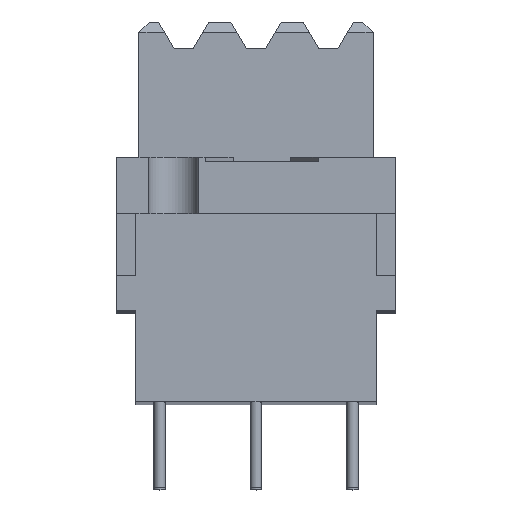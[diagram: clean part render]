
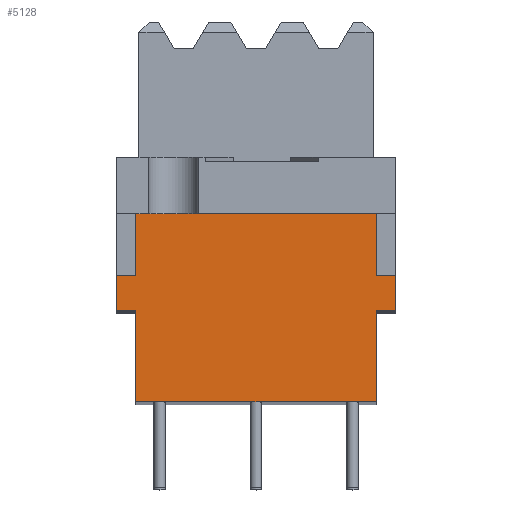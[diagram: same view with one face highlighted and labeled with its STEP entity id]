
A CAD part, top view. The second image highlights one B-rep face of the part: STEP entity #5128.
In plain terms, the highlighted free-form (B-spline) face has degree [1, 1] with [2, 2] control points.
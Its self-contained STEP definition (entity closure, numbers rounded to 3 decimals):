
#975=CARTESIAN_POINT('V189',(-1.175,4.8,
   86.5));
#976=VERTEX_POINT('V189',#975);
#982=CARTESIAN_POINT('V190',(-1.175,6.65,
   86.5));
#983=VERTEX_POINT('V190',#982);
#984=CARTESIAN_POINT('E281',(-1.175,6.65,
   86.5));
#985=CARTESIAN_POINT('E281',(-1.175,4.8,
   86.5));
#986=QUASI_UNIFORM_CURVE('E281',1,(#984,#985),.POLYLINE_FORM.,.F.,
   .U.);
#987=EDGE_CURVE('E281',#983,#976,#986,.T.);
#4067=CARTESIAN_POINT('V275',(12.5,4.8,
   86.5));
#4068=VERTEX_POINT('V275',#4067);
#4081=CARTESIAN_POINT('V231',(13.525,4.8,
   86.5));
#4082=VERTEX_POINT('V231',#4081);
#4088=CARTESIAN_POINT('E396',(12.5,4.8,
   86.5));
#4089=CARTESIAN_POINT('E396',(13.525,4.8,
   86.5));
#4090=B_SPLINE_CURVE_WITH_KNOTS('E396',1,(#4088,#4089),
   .POLYLINE_FORM.,.F.,.U.,(2,2),(0.0,0.554),
   .UNSPECIFIED.);
#4091=EDGE_CURVE('E396',#4068,#4082,#4090,.T.);
#4131=CARTESIAN_POINT('V276',(12.5,0.,
   86.5));
#4132=VERTEX_POINT('V276',#4131);
#4133=CARTESIAN_POINT('E369',(12.5,4.8,
   86.5));
#4134=CARTESIAN_POINT('E369',(12.5,0.,
   86.5));
#4135=B_SPLINE_CURVE_WITH_KNOTS('E369',1,(#4133,#4134),
   .POLYLINE_FORM.,.F.,.U.,(2,2),(0.515,1.0),
   .UNSPECIFIED.);
#4136=EDGE_CURVE('E369',#4068,#4132,#4135,.T.);
#4219=CARTESIAN_POINT('V230',(13.525,6.65,
   86.5));
#4220=VERTEX_POINT('V230',#4219);
#4226=CARTESIAN_POINT('E322',(13.525,4.8,
   86.5));
#4227=CARTESIAN_POINT('E322',(13.525,6.65,
   86.5));
#4228=QUASI_UNIFORM_CURVE('E322',1,(#4226,#4227),.POLYLINE_FORM.,.F.,
   .U.);
#4229=EDGE_CURVE('E322',#4082,#4220,#4228,.T.);
#4241=CARTESIAN_POINT('V289',(12.5,6.65,
   86.5));
#4242=VERTEX_POINT('V289',#4241);
#4250=CARTESIAN_POINT('E399',(13.525,6.65,
   86.5));
#4251=CARTESIAN_POINT('E399',(12.5,6.65,
   86.5));
#4252=B_SPLINE_CURVE_WITH_KNOTS('E399',1,(#4250,#4251),
   .POLYLINE_FORM.,.F.,.U.,(2,2),(7.013,
   7.538),.UNSPECIFIED.);
#4253=EDGE_CURVE('E399',#4220,#4242,#4252,.T.);
#4277=CARTESIAN_POINT('V292',(12.5,9.9,
   86.5));
#4278=VERTEX_POINT('V292',#4277);
#4284=CARTESIAN_POINT('E386',(12.5,9.9,
   86.5));
#4285=CARTESIAN_POINT('E386',(12.5,6.65,
   86.5));
#4286=B_SPLINE_CURVE_WITH_KNOTS('E386',1,(#4284,#4285),
   .POLYLINE_FORM.,.F.,.U.,(2,2),(0.0,0.328),
   .UNSPECIFIED.);
#4287=EDGE_CURVE('E386',#4278,#4242,#4286,.T.);
#4304=CARTESIAN_POINT('V77',(12.35,9.9,
   86.5));
#4305=VERTEX_POINT('V77',#4304);
#4311=CARTESIAN_POINT('E447',(12.35,9.9,
   86.5));
#4312=CARTESIAN_POINT('E447',(12.5,9.9,
   86.5));
#4313=B_SPLINE_CURVE_WITH_KNOTS('E447',1,(#4311,#4312),
   .POLYLINE_FORM.,.F.,.U.,(2,2),(53.917,
   54.417),.UNSPECIFIED.);
#4314=EDGE_CURVE('E447',#4305,#4278,#4313,.T.);
#4938=CARTESIAN_POINT('V76',(0.,9.9,
   86.5));
#4939=VERTEX_POINT('V76',#4938);
#4945=CARTESIAN_POINT('E100',(0.0,9.9,
   86.5));
#4946=CARTESIAN_POINT('E100',(12.35,9.9,
   86.5));
#4947=B_SPLINE_CURVE_WITH_KNOTS('E100',1,(#4945,#4946),
   .POLYLINE_FORM.,.F.,.U.,(2,2),(12.75,
   53.917),.UNSPECIFIED.);
#4948=EDGE_CURVE('E100',#4939,#4305,#4947,.T.);
#5037=CARTESIAN_POINT('V267',(-0.15,9.9,
   86.5));
#5038=VERTEX_POINT('V267',#5037);
#5044=CARTESIAN_POINT('E448',(-0.15,9.9,
   86.5));
#5045=CARTESIAN_POINT('E448',(0.,9.9,
   86.5));
#5046=B_SPLINE_CURVE_WITH_KNOTS('E448',1,(#5044,#5045),
   .POLYLINE_FORM.,.F.,.U.,(2,2),(12.25,
   12.75),.UNSPECIFIED.);
#5047=EDGE_CURVE('E448',#5038,#4939,#5046,.T.);
#5058=CARTESIAN_POINT('V266',(-0.15,6.65,
   86.5));
#5059=VERTEX_POINT('V266',#5058);
#5065=CARTESIAN_POINT('E360',(-0.15,6.65,
   86.5));
#5066=CARTESIAN_POINT('E360',(-0.15,9.9,
   86.5));
#5067=B_SPLINE_CURVE_WITH_KNOTS('E360',1,(#5065,#5066),
   .POLYLINE_FORM.,.F.,.U.,(2,2),(0.672,1.0),
   .UNSPECIFIED.);
#5068=EDGE_CURVE('E360',#5059,#5038,#5067,.T.);
#5083=CARTESIAN_POINT('E398',(-0.15,6.65,
   86.5));
#5084=CARTESIAN_POINT('E398',(-1.175,6.65,
   86.5));
#5085=B_SPLINE_CURVE_WITH_KNOTS('E398',1,(#5083,#5084),
   .POLYLINE_FORM.,.F.,.U.,(2,2),(0.0,0.526),
   .UNSPECIFIED.);
#5086=EDGE_CURVE('E398',#5059,#983,#5085,.T.);
#5091=CARTESIAN_POINT('F149',(-3.925,10.,
   86.5));
#5092=CARTESIAN_POINT('F149',(-3.925,-0.1,
   86.5));
#5093=CARTESIAN_POINT('F149',(16.275,10.,
   86.5));
#5094=CARTESIAN_POINT('F149',(16.275,-0.1,
   86.5));
#5095=B_SPLINE_SURFACE_WITH_KNOTS('F149',1,1,((#5091,#5093),(
   #5092,#5094)),.PLANE_SURF.,.F.,.F.,.U.,(2,2),(2,2),(0.0,1.0),(
   0.0,2.),.UNSPECIFIED.);
#5096=ORIENTED_EDGE('F114',*,*,#5086,.T.);
#5097=ORIENTED_EDGE('E281',*,*,#987,.T.);
#5098=CARTESIAN_POINT('V264',(-0.15,4.8,
   86.5));
#5099=VERTEX_POINT('V264',#5098);
#5100=CARTESIAN_POINT('E395',(-1.175,4.8,
   86.5));
#5101=CARTESIAN_POINT('E395',(-0.15,4.8,
   86.5));
#5102=B_SPLINE_CURVE_WITH_KNOTS('E395',1,(#5100,#5101),
   .POLYLINE_FORM.,.F.,.U.,(2,2),(7.392,
   7.946),.UNSPECIFIED.);
#5103=EDGE_CURVE('E395',#976,#5099,#5102,.T.);
#5104=ORIENTED_EDGE('E395',*,*,#5103,.T.);
#5105=CARTESIAN_POINT('V263',(-0.15,0.,
   86.5));
#5106=VERTEX_POINT('V263',#5105);
#5107=CARTESIAN_POINT('E357',(-0.15,0.,
   86.5));
#5108=CARTESIAN_POINT('E357',(-0.15,4.8,
   86.5));
#5109=B_SPLINE_CURVE_WITH_KNOTS('E357',1,(#5107,#5108),
   .POLYLINE_FORM.,.F.,.U.,(2,2),(0.0,0.485),
   .UNSPECIFIED.);
#5110=EDGE_CURVE('E357',#5106,#5099,#5109,.T.);
#5111=ORIENTED_EDGE('E357',*,*,#5110,.F.);
#5112=CARTESIAN_POINT('E446',(12.5,0.,
   86.5));
#5113=CARTESIAN_POINT('E446',(-0.15,0.,
   86.5));
#5114=B_SPLINE_CURVE_WITH_KNOTS('E446',1,(#5112,#5113),
   .POLYLINE_FORM.,.F.,.U.,(2,2),(0.371,
   1.649),.UNSPECIFIED.);
#5115=EDGE_CURVE('E446',#4132,#5106,#5114,.T.);
#5116=ORIENTED_EDGE('E446',*,*,#5115,.F.);
#5117=ORIENTED_EDGE('E369',*,*,#4136,.F.);
#5118=ORIENTED_EDGE('F113',*,*,#4091,.T.);
#5119=ORIENTED_EDGE('E322',*,*,#4229,.T.);
#5120=ORIENTED_EDGE('E399',*,*,#4253,.T.);
#5121=ORIENTED_EDGE('F108',*,*,#4287,.F.);
#5122=ORIENTED_EDGE('E447',*,*,#4314,.F.);
#5123=ORIENTED_EDGE('E100',*,*,#4948,.F.);
#5124=ORIENTED_EDGE('E448',*,*,#5047,.F.);
#5125=ORIENTED_EDGE('E360',*,*,#5068,.F.);
#5126=EDGE_LOOP('F149',(#5096,#5097,#5104,#5111,#5116,#5117,#5118,
   #5119,#5120,#5121,#5122,#5123,#5124,#5125));
#5127=FACE_OUTER_BOUND('F149',#5126,.T.);
#5128=ADVANCED_FACE('F149',(#5127),#5095,.T.);
